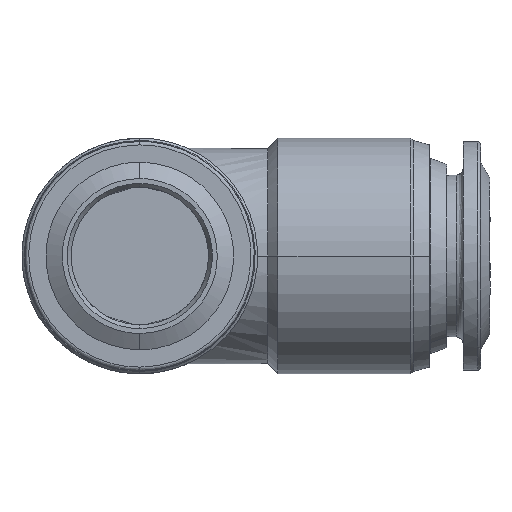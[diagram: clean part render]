
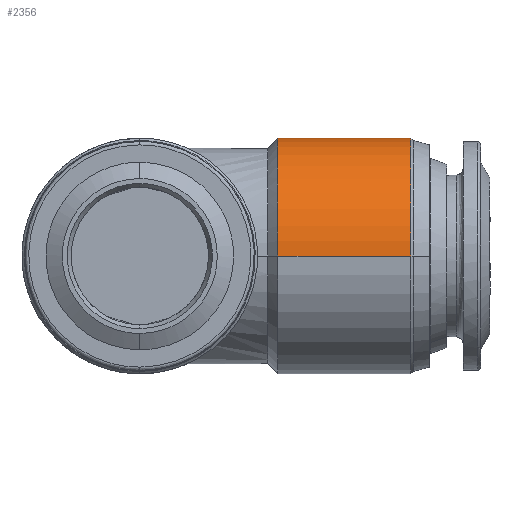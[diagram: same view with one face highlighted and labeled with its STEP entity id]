
A CAD part, left-side view. The second image highlights one B-rep face of the part: STEP entity #2356.
In plain terms, the highlighted free-form (B-spline) face has degree [1, 3] with [2, 7] control points.
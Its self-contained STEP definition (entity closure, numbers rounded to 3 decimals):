
#328 = CARTESIAN_POINT ( 'NONE',  ( -11.791, -6.084, 5.126 ) ) ;
#786 = CARTESIAN_POINT ( 'NONE',  ( 5.709, -15.955, 0. ) ) ;
#1036 = CARTESIAN_POINT ( 'NONE',  ( 2.084, -15.955, 8.75 ) ) ;
#1040 = B_SPLINE_CURVE_WITH_KNOTS ( 'NONE', 1,
 ( #5205, #5237 ),
 .UNSPECIFIED., .F., .F.,
 ( 2, 2 ),
 ( -1., 0. ),
 .UNSPECIFIED. ) ;
#1340 = ORIENTED_EDGE ( 'NONE', *, *, #7529, .T. ) ;
#1561 = VERTEX_POINT ( 'NONE', #786 ) ;
#1570 = CARTESIAN_POINT ( 'NONE',  ( 5.709, -15.955, 5.126 ) ) ;
#1689 = CARTESIAN_POINT ( 'NONE',  ( -3.041, -6.084, 8.75 ) ) ;
#1712 = CARTESIAN_POINT ( 'NONE',  ( 5.709, -6.084, 5.126 ) ) ;
#1975 = EDGE_CURVE ( 'NONE', #8534, #1561, #7469, .T. ) ;
#2004 = CARTESIAN_POINT ( 'NONE',  ( -11.791, -15.955, 0. ) ) ;
#2221 = CARTESIAN_POINT ( 'NONE',  ( -8.167, -15.955, 8.75 ) ) ;
#2356 = ADVANCED_FACE ( 'NONE', ( #4496 ), #2522, .F. ) ;
#2374 = CARTESIAN_POINT ( 'NONE',  ( -11.791, -6.084, 0. ) ) ;
#2406 = CARTESIAN_POINT ( 'NONE',  ( -11.791, -15.955, 5.126 ) ) ;
#2437 = CARTESIAN_POINT ( 'NONE',  ( 5.709, -6.084, 0. ) ) ;
#2522 =( BOUNDED_SURFACE ( )  B_SPLINE_SURFACE ( 1, 3, ( 
 ( #4502, #2406, #3794, #8483, #1036, #7211, #5798 ),
 ( #2374, #328, #8416, #1689, #8549, #1712, #2437 ) ),
 .UNSPECIFIED., .F., .F., .T. ) 
 B_SPLINE_SURFACE_WITH_KNOTS ( ( 2, 2 ),
 ( 4, 3, 4 ),
 ( 0., 1. ),
 ( 0., 0.5, 1. ),
 .UNSPECIFIED. ) 
 GEOMETRIC_REPRESENTATION_ITEM ( )  RATIONAL_B_SPLINE_SURFACE ( (
 ( 1., 0.805, 0.805, 1., 0.805, 0.805, 1.),
 ( 1., 0.805, 0.805, 1., 0.805, 0.805, 1.) ) ) 
 REPRESENTATION_ITEM ( '' )  SURFACE ( )  );
#3106 = CARTESIAN_POINT ( 'NONE',  ( 5.709, -15.955, 0. ) ) ;
#3400 = ORIENTED_EDGE ( 'NONE', *, *, #1975, .F. ) ;
#3509 = VERTEX_POINT ( 'NONE', #5197 ) ;
#3540 = CARTESIAN_POINT ( 'NONE',  ( -3.041, -15.955, 8.75 ) ) ;
#3594 = CARTESIAN_POINT ( 'NONE',  ( -11.791, -15.955, 0. ) ) ;
#3627 =( BOUNDED_CURVE ( )  B_SPLINE_CURVE ( 3, ( #4873, #1570, #4195, #3540, #2221, #4243, #3594 ),
 .UNSPECIFIED., .F., .F. ) 
 B_SPLINE_CURVE_WITH_KNOTS ( ( 4, 3, 4 ),
 ( -3.142, -1.571, 0. ),
 .UNSPECIFIED. ) 
 CURVE ( )  GEOMETRIC_REPRESENTATION_ITEM ( )  RATIONAL_B_SPLINE_CURVE ( ( 1., 0.805, 0.805, 1., 0.805, 0.805, 1. ) ) 
 REPRESENTATION_ITEM ( '' )  );
#3759 = EDGE_CURVE ( 'NONE', #4709, #3509, #1040, .T. ) ;
#3764 = CARTESIAN_POINT ( 'NONE',  ( 5.709, -6.084, 5.126 ) ) ;
#3794 = CARTESIAN_POINT ( 'NONE',  ( -8.167, -15.955, 8.75 ) ) ;
#3824 = CARTESIAN_POINT ( 'NONE',  ( -11.791, -6.084, 5.126 ) ) ;
#3885 = CARTESIAN_POINT ( 'NONE',  ( 5.709, -6.084, 0. ) ) ;
#4112 =( BOUNDED_CURVE ( )  B_SPLINE_CURVE ( 3, ( #3885, #3764, #7833, #4416, #5859, #3824, #7181 ),
 .UNSPECIFIED., .F., .T. ) 
 B_SPLINE_CURVE_WITH_KNOTS ( ( 4, 3, 4 ),
 ( -3.142, -1.571, 0. ),
 .UNSPECIFIED. ) 
 CURVE ( )  GEOMETRIC_REPRESENTATION_ITEM ( )  RATIONAL_B_SPLINE_CURVE ( ( 1., 0.805, 0.805, 1., 0.805, 0.805, 1. ) ) 
 REPRESENTATION_ITEM ( '' )  );
#4151 = EDGE_CURVE ( 'NONE', #1561, #4709, #3627, .T. ) ;
#4195 = CARTESIAN_POINT ( 'NONE',  ( 2.084, -15.955, 8.75 ) ) ;
#4243 = CARTESIAN_POINT ( 'NONE',  ( -11.791, -15.955, 5.126 ) ) ;
#4416 = CARTESIAN_POINT ( 'NONE',  ( -3.041, -6.084, 8.75 ) ) ;
#4496 = FACE_OUTER_BOUND ( 'NONE', #8471, .T. ) ;
#4502 = CARTESIAN_POINT ( 'NONE',  ( -11.791, -15.955, 0. ) ) ;
#4709 = VERTEX_POINT ( 'NONE', #2004 ) ;
#4873 = CARTESIAN_POINT ( 'NONE',  ( 5.709, -15.955, 0. ) ) ;
#5197 = CARTESIAN_POINT ( 'NONE',  ( -11.791, -6.084, 0. ) ) ;
#5205 = CARTESIAN_POINT ( 'NONE',  ( -11.791, -15.955, 0. ) ) ;
#5237 = CARTESIAN_POINT ( 'NONE',  ( -11.791, -6.084, 0. ) ) ;
#5798 = CARTESIAN_POINT ( 'NONE',  ( 5.709, -15.955, 0. ) ) ;
#5859 = CARTESIAN_POINT ( 'NONE',  ( -8.167, -6.084, 8.75 ) ) ;
#7130 = CARTESIAN_POINT ( 'NONE',  ( 5.709, -6.084, 0. ) ) ;
#7181 = CARTESIAN_POINT ( 'NONE',  ( -11.791, -6.084, 0. ) ) ;
#7211 = CARTESIAN_POINT ( 'NONE',  ( 5.709, -15.955, 5.126 ) ) ;
#7469 = B_SPLINE_CURVE_WITH_KNOTS ( 'NONE', 1,
 ( #7130, #3106 ),
 .UNSPECIFIED., .F., .F.,
 ( 2, 2 ),
 ( -1., 0. ),
 .UNSPECIFIED. ) ;
#7529 = EDGE_CURVE ( 'NONE', #8534, #3509, #4112, .T. ) ;
#7789 = ORIENTED_EDGE ( 'NONE', *, *, #4151, .F. ) ;
#7833 = CARTESIAN_POINT ( 'NONE',  ( 2.084, -6.084, 8.75 ) ) ;
#8386 = ORIENTED_EDGE ( 'NONE', *, *, #3759, .F. ) ;
#8416 = CARTESIAN_POINT ( 'NONE',  ( -8.167, -6.084, 8.75 ) ) ;
#8471 = EDGE_LOOP ( 'NONE', ( #3400, #1340, #8386, #7789 ) ) ;
#8483 = CARTESIAN_POINT ( 'NONE',  ( -3.041, -15.955, 8.75 ) ) ;
#8534 = VERTEX_POINT ( 'NONE', #8692 ) ;
#8549 = CARTESIAN_POINT ( 'NONE',  ( 2.084, -6.084, 8.75 ) ) ;
#8692 = CARTESIAN_POINT ( 'NONE',  ( 5.709, -6.084, 0. ) ) ;
